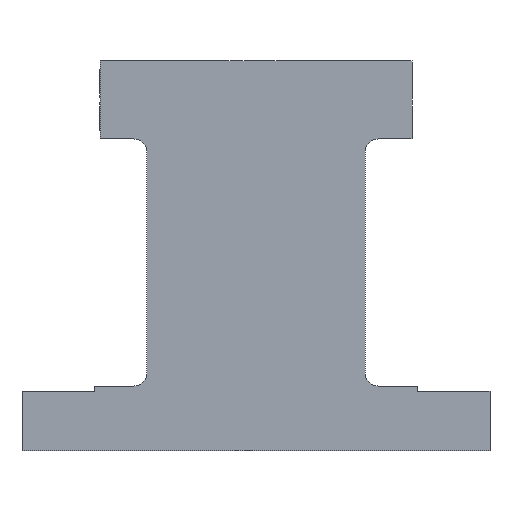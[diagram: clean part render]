
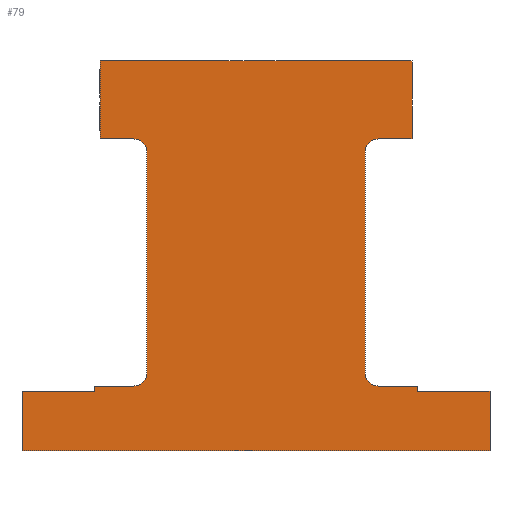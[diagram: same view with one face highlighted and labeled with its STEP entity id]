
A CAD part, left-side view. The second image highlights one B-rep face of the part: STEP entity #79.
In plain terms, the highlighted planar face has unit normal (-1, 0, 0).
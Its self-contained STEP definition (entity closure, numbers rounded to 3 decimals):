
#79 = ADVANCED_FACE( '', ( #149 ), #150, .F. );
#149 = FACE_OUTER_BOUND( '', #325, .T. );
#150 = PLANE( '', #326 );
#325 = EDGE_LOOP( '', ( #529, #530, #531, #532, #533, #534, #535, #536, #537, #538, #539, #540, #541, #542, #543, #544, #545, #546, #547, #548 ) );
#326 = AXIS2_PLACEMENT_3D( '', #549, #550, #551 );
#529 = ORIENTED_EDGE( '', *, *, #931, .F. );
#530 = ORIENTED_EDGE( '', *, *, #926, .T. );
#531 = ORIENTED_EDGE( '', *, *, #930, .T. );
#532 = ORIENTED_EDGE( '', *, *, #932, .F. );
#533 = ORIENTED_EDGE( '', *, *, #933, .T. );
#534 = ORIENTED_EDGE( '', *, *, #934, .F. );
#535 = ORIENTED_EDGE( '', *, *, #921, .T. );
#536 = ORIENTED_EDGE( '', *, *, #935, .T. );
#537 = ORIENTED_EDGE( '', *, *, #936, .T. );
#538 = ORIENTED_EDGE( '', *, *, #937, .F. );
#539 = ORIENTED_EDGE( '', *, *, #938, .F. );
#540 = ORIENTED_EDGE( '', *, *, #939, .T. );
#541 = ORIENTED_EDGE( '', *, *, #940, .T. );
#542 = ORIENTED_EDGE( '', *, *, #941, .T. );
#543 = ORIENTED_EDGE( '', *, *, #942, .T. );
#544 = ORIENTED_EDGE( '', *, *, #943, .F. );
#545 = ORIENTED_EDGE( '', *, *, #944, .T. );
#546 = ORIENTED_EDGE( '', *, *, #945, .T. );
#547 = ORIENTED_EDGE( '', *, *, #946, .T. );
#548 = ORIENTED_EDGE( '', *, *, #947, .T. );
#549 = CARTESIAN_POINT( '', ( -60., 90., 25. ) );
#550 = DIRECTION( '', ( 1., 0., 0. ) );
#551 = DIRECTION( '', ( 0., 1., 0. ) );
#921 = EDGE_CURVE( '', #1054, #1055, #1056, .T. );
#926 = EDGE_CURVE( '', #1063, #1061, #1064, .T. );
#930 = EDGE_CURVE( '', #1061, #1068, #1070, .T. );
#931 = EDGE_CURVE( '', #1063, #1071, #1072, .T. );
#932 = EDGE_CURVE( '', #1073, #1068, #1074, .T. );
#933 = EDGE_CURVE( '', #1073, #1075, #1076, .T. );
#934 = EDGE_CURVE( '', #1054, #1075, #1077, .T. );
#935 = EDGE_CURVE( '', #1055, #1078, #1079, .T. );
#936 = EDGE_CURVE( '', #1078, #1080, #1081, .T. );
#937 = EDGE_CURVE( '', #1082, #1080, #1083, .T. );
#938 = EDGE_CURVE( '', #1084, #1082, #1085, .T. );
#939 = EDGE_CURVE( '', #1084, #1086, #1087, .T. );
#940 = EDGE_CURVE( '', #1086, #1088, #1089, .T. );
#941 = EDGE_CURVE( '', #1088, #1090, #1091, .T. );
#942 = EDGE_CURVE( '', #1090, #1092, #1093, .T. );
#943 = EDGE_CURVE( '', #1094, #1092, #1095, .T. );
#944 = EDGE_CURVE( '', #1094, #1096, #1097, .T. );
#945 = EDGE_CURVE( '', #1096, #1098, #1099, .T. );
#946 = EDGE_CURVE( '', #1098, #1100, #1101, .T. );
#947 = EDGE_CURVE( '', #1100, #1071, #1102, .T. );
#1054 = VERTEX_POINT( '', #1264 );
#1055 = VERTEX_POINT( '', #1265 );
#1056 = CIRCLE( '', #1266, 5. );
#1061 = VERTEX_POINT( '', #1273 );
#1063 = VERTEX_POINT( '', #1276 );
#1064 = LINE( '', #1277, #1278 );
#1068 = VERTEX_POINT( '', #1283 );
#1070 = LINE( '', #1286, #1287 );
#1071 = VERTEX_POINT( '', #1288 );
#1072 = LINE( '', #1289, #1290 );
#1073 = VERTEX_POINT( '', #1291 );
#1074 = LINE( '', #1292, #1293 );
#1075 = VERTEX_POINT( '', #1294 );
#1076 = CIRCLE( '', #1295, 5. );
#1077 = LINE( '', #1296, #1297 );
#1078 = VERTEX_POINT( '', #1298 );
#1079 = LINE( '', #1299, #1300 );
#1080 = VERTEX_POINT( '', #1301 );
#1081 = LINE( '', #1302, #1303 );
#1082 = VERTEX_POINT( '', #1304 );
#1083 = LINE( '', #1305, #1306 );
#1084 = VERTEX_POINT( '', #1307 );
#1085 = LINE( '', #1308, #1309 );
#1086 = VERTEX_POINT( '', #1310 );
#1087 = LINE( '', #1311, #1312 );
#1088 = VERTEX_POINT( '', #1313 );
#1089 = CIRCLE( '', #1314, 5. );
#1090 = VERTEX_POINT( '', #1315 );
#1091 = LINE( '', #1316, #1317 );
#1092 = VERTEX_POINT( '', #1318 );
#1093 = CIRCLE( '', #1319, 5. );
#1094 = VERTEX_POINT( '', #1320 );
#1095 = LINE( '', #1321, #1322 );
#1096 = VERTEX_POINT( '', #1323 );
#1097 = LINE( '', #1324, #1325 );
#1098 = VERTEX_POINT( '', #1326 );
#1099 = LINE( '', #1327, #1328 );
#1100 = VERTEX_POINT( '', #1329 );
#1101 = LINE( '', #1330, #1331 );
#1102 = LINE( '', #1332, #1333 );
#1264 = CARTESIAN_POINT( '', ( -60., -42., 115. ) );
#1265 = CARTESIAN_POINT( '', ( -60., -47., 120. ) );
#1266 = AXIS2_PLACEMENT_3D( '', #1509, #1510, #1511 );
#1273 = CARTESIAN_POINT( '', ( -60., -62., 23. ) );
#1276 = CARTESIAN_POINT( '', ( -60., -90., 23. ) );
#1277 = CARTESIAN_POINT( '', ( -60., -90., 23. ) );
#1278 = VECTOR( '', #1518, 1000. );
#1283 = CARTESIAN_POINT( '', ( -60., -62., 25. ) );
#1286 = CARTESIAN_POINT( '', ( -60., -62., 23. ) );
#1287 = VECTOR( '', #1524, 1000. );
#1288 = CARTESIAN_POINT( '', ( -60., -90., 0. ) );
#1289 = CARTESIAN_POINT( '', ( -60., -90., 25. ) );
#1290 = VECTOR( '', #1525, 1000. );
#1291 = CARTESIAN_POINT( '', ( -60., -47., 25. ) );
#1292 = CARTESIAN_POINT( '', ( -60., 90., 25. ) );
#1293 = VECTOR( '', #1526, 1000. );
#1294 = CARTESIAN_POINT( '', ( -60., -42., 30. ) );
#1295 = AXIS2_PLACEMENT_3D( '', #1527, #1528, #1529 );
#1296 = CARTESIAN_POINT( '', ( -60., -42., 150. ) );
#1297 = VECTOR( '', #1530, 1000. );
#1298 = CARTESIAN_POINT( '', ( -60., -60., 120. ) );
#1299 = CARTESIAN_POINT( '', ( -60., 60., 120. ) );
#1300 = VECTOR( '', #1531, 1000. );
#1301 = CARTESIAN_POINT( '', ( -60., -60., 150. ) );
#1302 = CARTESIAN_POINT( '', ( -60., -60., 120. ) );
#1303 = VECTOR( '', #1532, 1000. );
#1304 = CARTESIAN_POINT( '', ( -60., 60., 150. ) );
#1305 = CARTESIAN_POINT( '', ( -60., 42., 150. ) );
#1306 = VECTOR( '', #1533, 1000. );
#1307 = CARTESIAN_POINT( '', ( -60., 60., 120. ) );
#1308 = CARTESIAN_POINT( '', ( -60., 60., 120. ) );
#1309 = VECTOR( '', #1534, 1000. );
#1310 = CARTESIAN_POINT( '', ( -60., 47., 120. ) );
#1311 = CARTESIAN_POINT( '', ( -60., 60., 120. ) );
#1312 = VECTOR( '', #1535, 1000. );
#1313 = CARTESIAN_POINT( '', ( -60., 42., 115. ) );
#1314 = AXIS2_PLACEMENT_3D( '', #1536, #1537, #1538 );
#1315 = CARTESIAN_POINT( '', ( -60., 42., 30. ) );
#1316 = CARTESIAN_POINT( '', ( -60., 42., 150. ) );
#1317 = VECTOR( '', #1539, 1000. );
#1318 = CARTESIAN_POINT( '', ( -60., 47., 25. ) );
#1319 = AXIS2_PLACEMENT_3D( '', #1540, #1541, #1542 );
#1320 = CARTESIAN_POINT( '', ( -60., 62., 25. ) );
#1321 = CARTESIAN_POINT( '', ( -60., 90., 25. ) );
#1322 = VECTOR( '', #1543, 1000. );
#1323 = CARTESIAN_POINT( '', ( -60., 62., 23. ) );
#1324 = CARTESIAN_POINT( '', ( -60., 62., 25. ) );
#1325 = VECTOR( '', #1544, 1000. );
#1326 = CARTESIAN_POINT( '', ( -60., 90., 23. ) );
#1327 = CARTESIAN_POINT( '', ( -60., 62., 23. ) );
#1328 = VECTOR( '', #1545, 1000. );
#1329 = CARTESIAN_POINT( '', ( -60., 90., 0. ) );
#1330 = CARTESIAN_POINT( '', ( -60., 90., 25. ) );
#1331 = VECTOR( '', #1546, 1000. );
#1332 = CARTESIAN_POINT( '', ( -60., 90., 0. ) );
#1333 = VECTOR( '', #1547, 1000. );
#1509 = CARTESIAN_POINT( '', ( -60., -47., 115. ) );
#1510 = DIRECTION( '', ( 1., 0., 0. ) );
#1511 = DIRECTION( '', ( 0., 1., 0. ) );
#1518 = DIRECTION( '', ( 0., 1., 0. ) );
#1524 = DIRECTION( '', ( 0., 0., 1. ) );
#1525 = DIRECTION( '', ( 0., 0., -1. ) );
#1526 = DIRECTION( '', ( 0., -1., 0. ) );
#1527 = CARTESIAN_POINT( '', ( -60., -47., 30. ) );
#1528 = DIRECTION( '', ( 1., 0., 0. ) );
#1529 = DIRECTION( '', ( 0., 1., 0. ) );
#1530 = DIRECTION( '', ( 0., 0., -1. ) );
#1531 = DIRECTION( '', ( 0., -1., 0. ) );
#1532 = DIRECTION( '', ( 0., 0., 1. ) );
#1533 = DIRECTION( '', ( 0., -1., 0. ) );
#1534 = DIRECTION( '', ( 0., 0., 1. ) );
#1535 = DIRECTION( '', ( 0., -1., 0. ) );
#1536 = CARTESIAN_POINT( '', ( -60., 47., 115. ) );
#1537 = DIRECTION( '', ( 1., 0., 0. ) );
#1538 = DIRECTION( '', ( 0., 1., 0. ) );
#1539 = DIRECTION( '', ( 0., 0., -1. ) );
#1540 = CARTESIAN_POINT( '', ( -60., 47., 30. ) );
#1541 = DIRECTION( '', ( 1., 0., 0. ) );
#1542 = DIRECTION( '', ( 0., 1., 0. ) );
#1543 = DIRECTION( '', ( 0., -1., 0. ) );
#1544 = DIRECTION( '', ( 0., 0., -1. ) );
#1545 = DIRECTION( '', ( 0., 1., 0. ) );
#1546 = DIRECTION( '', ( 0., 0., -1. ) );
#1547 = DIRECTION( '', ( 0., -1., 0. ) );
